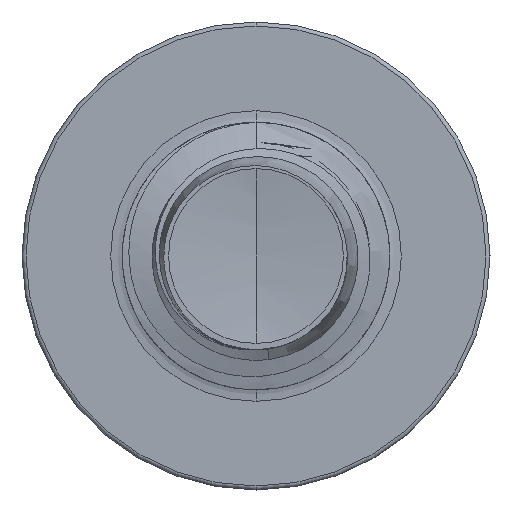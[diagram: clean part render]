
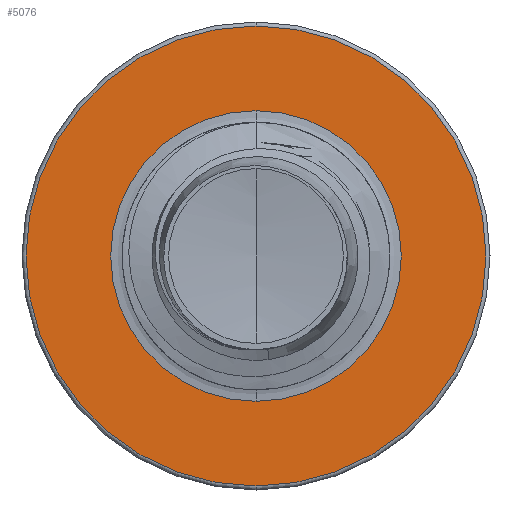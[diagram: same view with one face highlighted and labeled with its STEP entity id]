
A CAD part, front view. The second image highlights one B-rep face of the part: STEP entity #5076.
In plain terms, the highlighted planar face has unit normal (0, -1, 0).
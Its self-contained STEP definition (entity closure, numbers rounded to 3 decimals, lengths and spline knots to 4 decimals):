
#42 = ORIENTED_EDGE ( 'NONE', *, *, #6315, .F. ) ;
#1460 = AXIS2_PLACEMENT_3D ( 'NONE', #31506, #31627, #31826 ) ;
#1841 = DIRECTION ( 'NONE',  ( 0., 0., 1. ) ) ;
#2933 = DIRECTION ( 'NONE',  ( 0., 1., 0. ) ) ;
#3577 = VERTEX_POINT ( 'NONE', #9439 ) ;
#4279 = CIRCLE ( 'NONE', #5318, 3.44 ) ;
#5076 = ADVANCED_FACE ( 'NONE', ( #20315, #7056 ), #25640, .F. ) ;
#5318 = AXIS2_PLACEMENT_3D ( 'NONE', #5388, #25160, #8233 ) ;
#5388 = CARTESIAN_POINT ( 'NONE',  ( 0., 19., 0. ) ) ;
#6315 = EDGE_CURVE ( 'NONE', #3577, #8537, #25173, .T. ) ;
#7011 = EDGE_CURVE ( 'NONE', #19648, #9976, #14977, .T. ) ;
#7056 = FACE_BOUND ( 'NONE', #12080, .T. ) ;
#8233 = DIRECTION ( 'NONE',  ( 0., 0., 1. ) ) ;
#8537 = VERTEX_POINT ( 'NONE', #36499 ) ;
#9439 = CARTESIAN_POINT ( 'NONE',  ( 0., 19., -3.44 ) ) ;
#9683 = CIRCLE ( 'NONE', #21048, 2.1736 ) ;
#9798 = DIRECTION ( 'NONE',  ( 0., 1., 0. ) ) ;
#9976 = VERTEX_POINT ( 'NONE', #35695 ) ;
#12080 = EDGE_LOOP ( 'NONE', ( #21022, #29888 ) ) ;
#14977 = CIRCLE ( 'NONE', #31803, 2.1736 ) ;
#16616 = AXIS2_PLACEMENT_3D ( 'NONE', #35721, #18758, #1841 ) ;
#18758 = DIRECTION ( 'NONE',  ( 0., 1., 0. ) ) ;
#19648 = VERTEX_POINT ( 'NONE', #28132 ) ;
#19860 = CARTESIAN_POINT ( 'NONE',  ( 0., 19., 0. ) ) ;
#20315 = FACE_OUTER_BOUND ( 'NONE', #24919, .T. ) ;
#21022 = ORIENTED_EDGE ( 'NONE', *, *, #7011, .T. ) ;
#21048 = AXIS2_PLACEMENT_3D ( 'NONE', #26731, #9798, #29586 ) ;
#22722 = DIRECTION ( 'NONE',  ( 0., 0., 1. ) ) ;
#22753 = EDGE_CURVE ( 'NONE', #8537, #3577, #4279, .T. ) ;
#24919 = EDGE_LOOP ( 'NONE', ( #31564, #42 ) ) ;
#25160 = DIRECTION ( 'NONE',  ( 0., 1., 0. ) ) ;
#25173 = CIRCLE ( 'NONE', #16616, 3.44 ) ;
#25640 = PLANE ( 'NONE',  #1460 ) ;
#26731 = CARTESIAN_POINT ( 'NONE',  ( 0., 19., 0. ) ) ;
#28132 = CARTESIAN_POINT ( 'NONE',  ( 0., 19., 2.1736 ) ) ;
#29586 = DIRECTION ( 'NONE',  ( 0., 0., 1. ) ) ;
#29888 = ORIENTED_EDGE ( 'NONE', *, *, #32168, .T. ) ;
#31506 = CARTESIAN_POINT ( 'NONE',  ( 0., 19., -2.1736 ) ) ;
#31564 = ORIENTED_EDGE ( 'NONE', *, *, #22753, .F. ) ;
#31627 = DIRECTION ( 'NONE',  ( 0., 1., 0. ) ) ;
#31803 = AXIS2_PLACEMENT_3D ( 'NONE', #19860, #2933, #22722 ) ;
#31826 = DIRECTION ( 'NONE',  ( 0., 0., 1. ) ) ;
#32168 = EDGE_CURVE ( 'NONE', #9976, #19648, #9683, .T. ) ;
#35695 = CARTESIAN_POINT ( 'NONE',  ( 0., 19., -2.1736 ) ) ;
#35721 = CARTESIAN_POINT ( 'NONE',  ( 0., 19., 0. ) ) ;
#36499 = CARTESIAN_POINT ( 'NONE',  ( 0., 19., 3.44 ) ) ;
